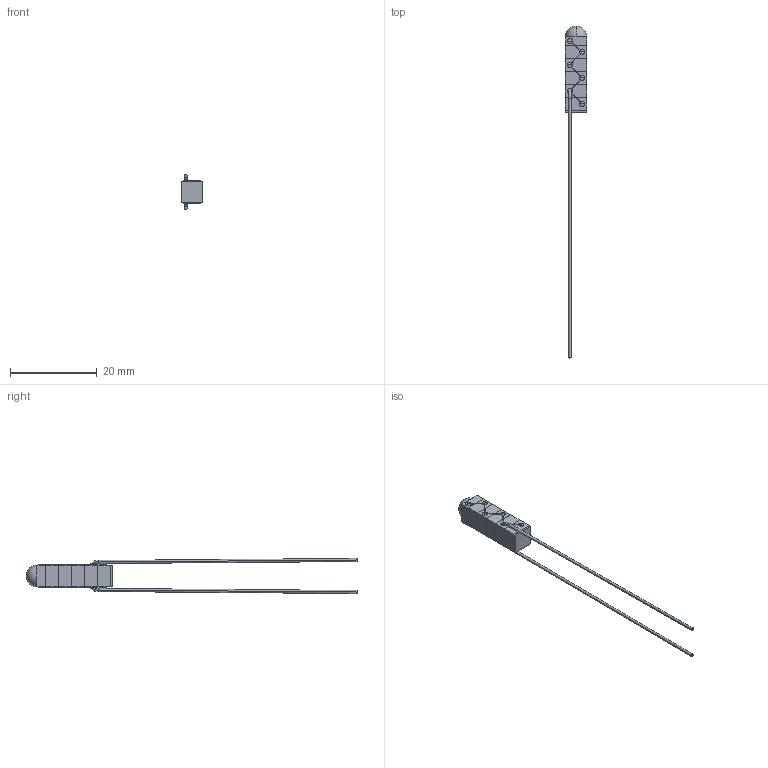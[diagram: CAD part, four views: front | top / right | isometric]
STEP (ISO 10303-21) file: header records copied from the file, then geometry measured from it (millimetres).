
FILE_DESCRIPTION (( 'STEP AP214' ), '1' );
FILE_NAME ('CTN002966.STEP', '2015-06-12T03:49:53', ( '' ), ( '' ), 'SwSTEP 2.0', 'SolidWorks 2014', '' );
FILE_SCHEMA (( 'AUTOMOTIVE_DESIGN' ));
Length unit declared in the file: millimetre
Products named in the file (1): CTN002966
Bounding box: 5 x 76.65 x 8.12 mm (x, y, z)
Volume: 513.7 mm3; surface area: 1013.8 mm2
Topology: 13 solids, 13 shells, 145 faces, 320 edges, 195 vertices
Faces by surface type: plane 67, cylinder 44, sphere 26, bspline 8
Entity records: 5155 total; most frequent: CARTESIAN_POINT 1295, ORIENTED_EDGE 636, DIRECTION 630, EDGE_CURVE 318, AXIS2_PLACEMENT_3D 228, VERTEX_POINT 195, LINE 174, VECTOR 174
